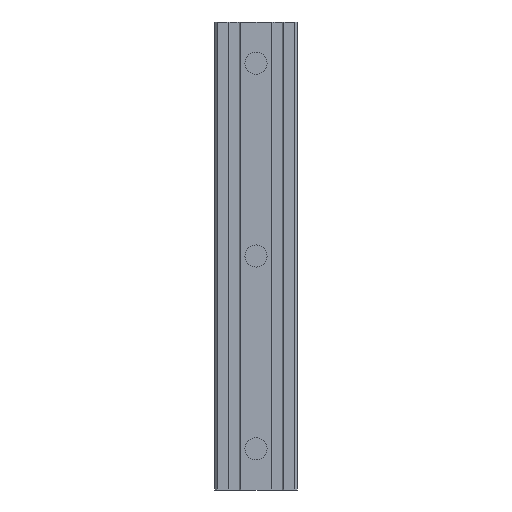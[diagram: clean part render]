
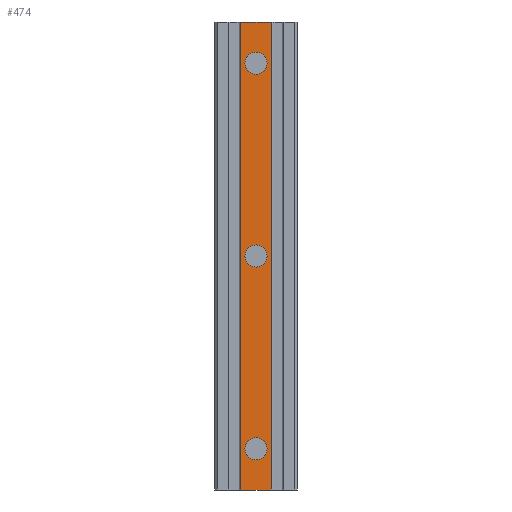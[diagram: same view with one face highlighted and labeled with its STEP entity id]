
A CAD part, front view. The second image highlights one B-rep face of the part: STEP entity #474.
In plain terms, the highlighted planar face has unit normal (0, -1, 0).
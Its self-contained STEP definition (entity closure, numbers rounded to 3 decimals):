
#47 = VERTEX_POINT ( 'NONE', #728 ) ;
#49 = EDGE_CURVE ( 'NONE', #47, #50, #727, .T. ) ;
#50 = VERTEX_POINT ( 'NONE', #722 ) ;
#61 = VERTEX_POINT ( 'NONE', #539 ) ;
#128 = VERTEX_POINT ( 'NONE', #839 ) ;
#173 = EDGE_CURVE ( 'NONE', #61, #174, #960, .T. ) ;
#174 = VERTEX_POINT ( 'NONE', #1073 ) ;
#211 = EDGE_CURVE ( 'NONE', #128, #212, #1100, .T. ) ;
#212 = VERTEX_POINT ( 'NONE', #1096 ) ;
#215 = EDGE_CURVE ( 'NONE', #50, #47, #1094, .T. ) ;
#221 = EDGE_CURVE ( 'NONE', #222, #223, #1029, .T. ) ;
#222 = VERTEX_POINT ( 'NONE', #1085 ) ;
#223 = VERTEX_POINT ( 'NONE', #1084 ) ;
#226 = EDGE_CURVE ( 'NONE', #174, #61, #1083, .T. ) ;
#229 = EDGE_CURVE ( 'NONE', #276, #273, #986, .T. ) ;
#273 = VERTEX_POINT ( 'NONE', #1107 ) ;
#275 = EDGE_CURVE ( 'NONE', #273, #276, #1106, .T. ) ;
#276 = VERTEX_POINT ( 'NONE', #1222 ) ;
#400 = ORIENTED_EDGE ( 'NONE', *, *, #221, .F. ) ;
#411 = ORIENTED_EDGE ( 'NONE', *, *, #500, .T. ) ;
#446 = ORIENTED_EDGE ( 'NONE', *, *, #173, .F. ) ;
#447 = EDGE_LOOP ( 'NONE', ( #448, #450, #411, #400 ) ) ;
#448 = ORIENTED_EDGE ( 'NONE', *, *, #449, .F. ) ;
#449 = EDGE_CURVE ( 'NONE', #212, #222, #1605, .T. ) ;
#450 = ORIENTED_EDGE ( 'NONE', *, *, #211, .F. ) ;
#455 = ORIENTED_EDGE ( 'NONE', *, *, #49, .F. ) ;
#456 = EDGE_LOOP ( 'NONE', ( #457, #446 ) ) ;
#457 = ORIENTED_EDGE ( 'NONE', *, *, #226, .F. ) ;
#474 = ADVANCED_FACE ( 'NONE', ( #1474, #1473, #1472, #1471 ), #1470, .F. ) ;
#475 = EDGE_LOOP ( 'NONE', ( #476, #477 ) ) ;
#476 = ORIENTED_EDGE ( 'NONE', *, *, #229, .F. ) ;
#477 = ORIENTED_EDGE ( 'NONE', *, *, #275, .F. ) ;
#478 = EDGE_LOOP ( 'NONE', ( #479, #455 ) ) ;
#479 = ORIENTED_EDGE ( 'NONE', *, *, #215, .F. ) ;
#500 = EDGE_CURVE ( 'NONE', #128, #223, #1410, .T. ) ;
#539 = CARTESIAN_POINT ( 'NONE',  ( 0., -38., -99. ) ) ;
#722 = CARTESIAN_POINT ( 'NONE',  ( 0., -38., -6. ) ) ;
#723 = DIRECTION ( 'NONE',  ( 0., 0., -1. ) ) ;
#724 = DIRECTION ( 'NONE',  ( 0., -1., 0. ) ) ;
#725 = CARTESIAN_POINT ( 'NONE',  ( 0., -38., 0. ) ) ;
#726 = AXIS2_PLACEMENT_3D ( 'NONE', #725, #724, #723 ) ;
#727 = CIRCLE ( 'NONE', #726, 6. ) ;
#728 = CARTESIAN_POINT ( 'NONE',  ( 0., -38., 6. ) ) ;
#839 = CARTESIAN_POINT ( 'NONE',  ( -8.25, -38., -127.5 ) ) ;
#957 = DIRECTION ( 'NONE',  ( 0., 0., -1. ) ) ;
#958 = DIRECTION ( 'NONE',  ( 0., -1., 0. ) ) ;
#959 = AXIS2_PLACEMENT_3D ( 'NONE', #1055, #958, #957 ) ;
#960 = CIRCLE ( 'NONE', #959, 6. ) ;
#982 = DIRECTION ( 'NONE',  ( 0., 0., -1. ) ) ;
#983 = DIRECTION ( 'NONE',  ( 0., -1., 0. ) ) ;
#984 = CARTESIAN_POINT ( 'NONE',  ( 0., -38., 105. ) ) ;
#985 = AXIS2_PLACEMENT_3D ( 'NONE', #984, #983, #982 ) ;
#986 = CIRCLE ( 'NONE', #985, 6. ) ;
#1029 = LINE ( 'NONE', #1088, #1087 ) ;
#1055 = CARTESIAN_POINT ( 'NONE',  ( 0., -38., -105. ) ) ;
#1073 = CARTESIAN_POINT ( 'NONE',  ( 0., -38., -111. ) ) ;
#1079 = DIRECTION ( 'NONE',  ( 0., 0., -1. ) ) ;
#1080 = DIRECTION ( 'NONE',  ( 0., -1., 0. ) ) ;
#1081 = CARTESIAN_POINT ( 'NONE',  ( 0., -38., -105. ) ) ;
#1082 = AXIS2_PLACEMENT_3D ( 'NONE', #1081, #1080, #1079 ) ;
#1083 = CIRCLE ( 'NONE', #1082, 6. ) ;
#1084 = CARTESIAN_POINT ( 'NONE',  ( 8.25, -38., -127.5 ) ) ;
#1085 = CARTESIAN_POINT ( 'NONE',  ( 8.25, -38., 127.5 ) ) ;
#1086 = DIRECTION ( 'NONE',  ( 0., 0., -1. ) ) ;
#1087 = VECTOR ( 'NONE', #1086, 1000. ) ;
#1088 = CARTESIAN_POINT ( 'NONE',  ( 8.25, -38., 0. ) ) ;
#1090 = DIRECTION ( 'NONE',  ( 0., 0., -1. ) ) ;
#1091 = DIRECTION ( 'NONE',  ( 0., -1., 0. ) ) ;
#1092 = CARTESIAN_POINT ( 'NONE',  ( 0., -38., 0. ) ) ;
#1093 = AXIS2_PLACEMENT_3D ( 'NONE', #1092, #1091, #1090 ) ;
#1094 = CIRCLE ( 'NONE', #1093, 6. ) ;
#1096 = CARTESIAN_POINT ( 'NONE',  ( -8.25, -38., 127.5 ) ) ;
#1097 = DIRECTION ( 'NONE',  ( 0., 0., 1. ) ) ;
#1098 = VECTOR ( 'NONE', #1097, 1000. ) ;
#1099 = CARTESIAN_POINT ( 'NONE',  ( -8.25, -38., 0. ) ) ;
#1100 = LINE ( 'NONE', #1099, #1098 ) ;
#1103 = DIRECTION ( 'NONE',  ( 0., -1., 0. ) ) ;
#1104 = CARTESIAN_POINT ( 'NONE',  ( 0., -38., 105. ) ) ;
#1105 = AXIS2_PLACEMENT_3D ( 'NONE', #1104, #1103, #1223 ) ;
#1106 = CIRCLE ( 'NONE', #1105, 6. ) ;
#1107 = CARTESIAN_POINT ( 'NONE',  ( 0., -38., 111. ) ) ;
#1222 = CARTESIAN_POINT ( 'NONE',  ( 0., -38., 99. ) ) ;
#1223 = DIRECTION ( 'NONE',  ( 0., 0., -1. ) ) ;
#1407 = DIRECTION ( 'NONE',  ( 1., 0., 0. ) ) ;
#1408 = VECTOR ( 'NONE', #1407, 1000. ) ;
#1409 = CARTESIAN_POINT ( 'NONE',  ( 0., -38., -127.5 ) ) ;
#1410 = LINE ( 'NONE', #1409, #1408 ) ;
#1466 = DIRECTION ( 'NONE',  ( 0., 0., 1. ) ) ;
#1467 = DIRECTION ( 'NONE',  ( 0., 1., 0. ) ) ;
#1468 = CARTESIAN_POINT ( 'NONE',  ( 0., -38., 0. ) ) ;
#1469 = AXIS2_PLACEMENT_3D ( 'NONE', #1468, #1467, #1466 ) ;
#1470 = PLANE ( 'NONE',  #1469 ) ;
#1471 = FACE_OUTER_BOUND ( 'NONE', #447, .T. ) ;
#1472 = FACE_BOUND ( 'NONE', #456, .T. ) ;
#1473 = FACE_BOUND ( 'NONE', #478, .T. ) ;
#1474 = FACE_BOUND ( 'NONE', #475, .T. ) ;
#1602 = DIRECTION ( 'NONE',  ( 1., 0., 0. ) ) ;
#1603 = VECTOR ( 'NONE', #1602, 1000. ) ;
#1604 = CARTESIAN_POINT ( 'NONE',  ( 0., -38., 127.5 ) ) ;
#1605 = LINE ( 'NONE', #1604, #1603 ) ;
